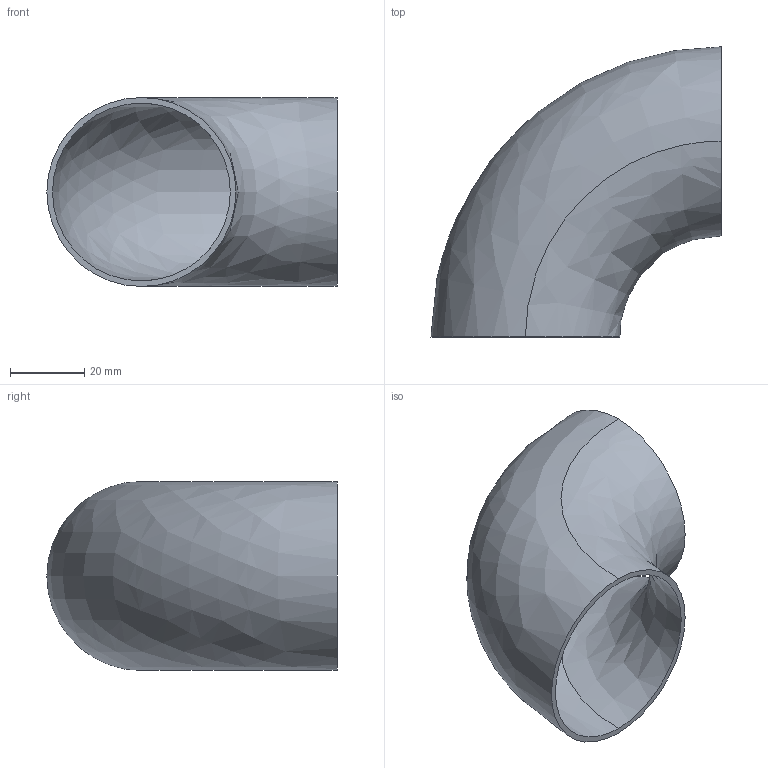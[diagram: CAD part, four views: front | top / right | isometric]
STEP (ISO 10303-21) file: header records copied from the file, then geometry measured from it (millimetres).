
FILE_DESCRIPTION (( 'STEP AP214' ), '1' );
FILE_NAME ('àðò. KRT703.STEP', '2014-07-01T10:55:12', ( '' ), ( '' ), 'SwSTEP 2.0', 'SolidWorks 2014', '' );
FILE_SCHEMA (( 'AUTOMOTIVE_DESIGN' ));
Length unit declared in the file: millimetre
Products named in the file (1): àðò. KRT703
Bounding box: 78 x 78 x 50.8 mm (x, y, z)
Volume: 19191.7 mm3; surface area: 26056.2 mm2
Topology: 1 solids, 1 shells, 6 faces, 12 edges, 8 vertices
Faces by surface type: bspline 4, plane 2
Entity records: 522 total; most frequent: CARTESIAN_POINT 371, ORIENTED_EDGE 24, DIRECTION 22, EDGE_CURVE 12, AXIS2_PLACEMENT_3D 11, VERTEX_POINT 8, CIRCLE 8, EDGE_LOOP 8
